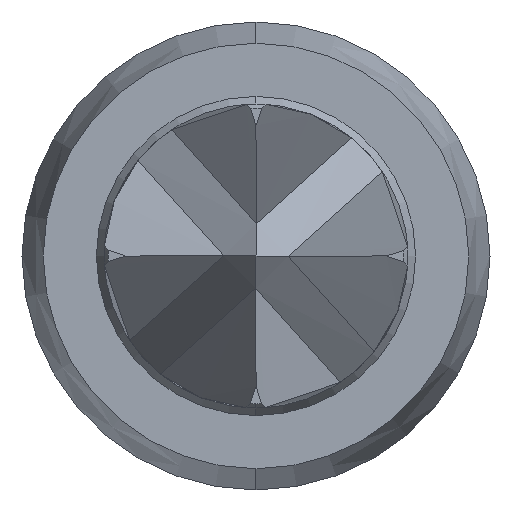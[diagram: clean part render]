
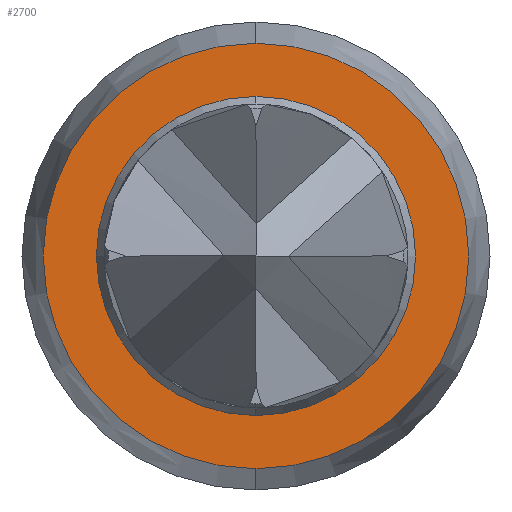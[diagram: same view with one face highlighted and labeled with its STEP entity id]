
A CAD part, left-side view. The second image highlights one B-rep face of the part: STEP entity #2700.
In plain terms, the highlighted planar face has unit normal (-1, 0, 0).
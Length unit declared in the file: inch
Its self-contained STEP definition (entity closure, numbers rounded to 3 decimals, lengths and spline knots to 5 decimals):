
#143 = DIRECTION ( 'NONE',  ( 1., 0., 0. ) ) ;
#214 = DIRECTION ( 'NONE',  ( 0., 0., 1. ) ) ;
#310 = CARTESIAN_POINT ( 'NONE',  ( 0., 0., 0.014 ) ) ;
#355 = CIRCLE ( 'NONE', #2333, 0.0105 ) ;
#372 = EDGE_CURVE ( 'NONE', #1864, #684, #439, .T. ) ;
#415 = DIRECTION ( 'NONE',  ( 0., 0., 1. ) ) ;
#439 = CIRCLE ( 'NONE', #2886, 0.014 ) ;
#541 = VERTEX_POINT ( 'NONE', #1420 ) ;
#684 = VERTEX_POINT ( 'NONE', #2400 ) ;
#902 = AXIS2_PLACEMENT_3D ( 'NONE', #2899, #3173, #3196 ) ;
#1063 = FACE_BOUND ( 'NONE', #2845, .T. ) ;
#1090 = DIRECTION ( 'NONE',  ( 0., 0., -1. ) ) ;
#1245 = ORIENTED_EDGE ( 'NONE', *, *, #2359, .F. ) ;
#1264 = CARTESIAN_POINT ( 'NONE',  ( 0., 0., 0. ) ) ;
#1289 = ORIENTED_EDGE ( 'NONE', *, *, #372, .F. ) ;
#1420 = CARTESIAN_POINT ( 'NONE',  ( 0., 0., -0.0105 ) ) ;
#1575 = PLANE ( 'NONE',  #902 ) ;
#1603 = EDGE_CURVE ( 'NONE', #541, #2410, #3177, .T. ) ;
#1737 = AXIS2_PLACEMENT_3D ( 'NONE', #1264, #2874, #415 ) ;
#1856 = DIRECTION ( 'NONE',  ( 1., 0., 0. ) ) ;
#1864 = VERTEX_POINT ( 'NONE', #310 ) ;
#1947 = ORIENTED_EDGE ( 'NONE', *, *, #1603, .T. ) ;
#2016 = EDGE_CURVE ( 'NONE', #2410, #541, #355, .T. ) ;
#2050 = DIRECTION ( 'NONE',  ( 0., 0., -1. ) ) ;
#2333 = AXIS2_PLACEMENT_3D ( 'NONE', #2389, #1856, #214 ) ;
#2359 = EDGE_CURVE ( 'NONE', #684, #1864, #3106, .T. ) ;
#2389 = CARTESIAN_POINT ( 'NONE',  ( 0., 0., 0. ) ) ;
#2400 = CARTESIAN_POINT ( 'NONE',  ( 0., 0., -0.014 ) ) ;
#2410 = VERTEX_POINT ( 'NONE', #3102 ) ;
#2603 = AXIS2_PLACEMENT_3D ( 'NONE', #3142, #143, #2050 ) ;
#2688 = CARTESIAN_POINT ( 'NONE',  ( 0., 0., 0. ) ) ;
#2700 = ADVANCED_FACE ( 'NONE', ( #1063, #3271 ), #1575, .T. ) ;
#2845 = EDGE_LOOP ( 'NONE', ( #3137, #1947 ) ) ;
#2874 = DIRECTION ( 'NONE',  ( 1., 0., 0. ) ) ;
#2886 = AXIS2_PLACEMENT_3D ( 'NONE', #2688, #3504, #1090 ) ;
#2899 = CARTESIAN_POINT ( 'NONE',  ( 0., 0.014, 0. ) ) ;
#3102 = CARTESIAN_POINT ( 'NONE',  ( 0., 0., 0.0105 ) ) ;
#3106 = CIRCLE ( 'NONE', #2603, 0.014 ) ;
#3137 = ORIENTED_EDGE ( 'NONE', *, *, #2016, .T. ) ;
#3142 = CARTESIAN_POINT ( 'NONE',  ( 0., 0., 0. ) ) ;
#3173 = DIRECTION ( 'NONE',  ( -1., 0., 0. ) ) ;
#3177 = CIRCLE ( 'NONE', #1737, 0.0105 ) ;
#3196 = DIRECTION ( 'NONE',  ( 0., 0., 1. ) ) ;
#3271 = FACE_OUTER_BOUND ( 'NONE', #3377, .T. ) ;
#3377 = EDGE_LOOP ( 'NONE', ( #1245, #1289 ) ) ;
#3504 = DIRECTION ( 'NONE',  ( 1., 0., 0. ) ) ;
